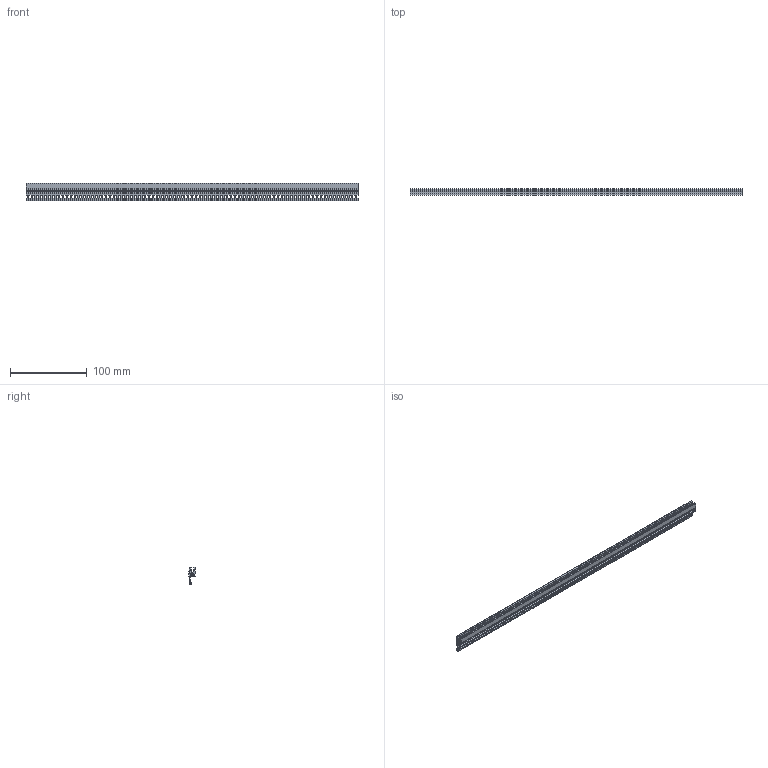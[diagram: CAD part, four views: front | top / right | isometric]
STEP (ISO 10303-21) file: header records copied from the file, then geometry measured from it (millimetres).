
FILE_DESCRIPTION((''),'2;1');
FILE_NAME('34560484_3D.stp', '2006-07-17T10:22:49',('User'),('SDRC'),'I-DEAS Master Series 9','UNIX', 'Yes');
FILE_SCHEMA(('AUTOMOTIVE_DESIGN { 1 0 10303 214 1 1 1 1 }'));
Length unit declared in the file: millimetre
Products named in the file (1): 34560-484-o
Bounding box: 431.8 x 9 x 22.5 mm (x, y, z)
Volume: 34130.3 mm3; surface area: 42798.8 mm2
Topology: 1 solids, 1 shells, 435 faces, 1295 edges, 862 vertices
Faces by surface type: bspline 435
Entity records: 13579 total; most frequent: CARTESIAN_POINT 5541, ORIENTED_EDGE 2590, EDGE_CURVE 1295, VERTEX_POINT 862, QUASI_UNIFORM_CURVE 829, EDGE_LOOP 603, FACE_OUTER_BOUND 435, ADVANCED_FACE 435
